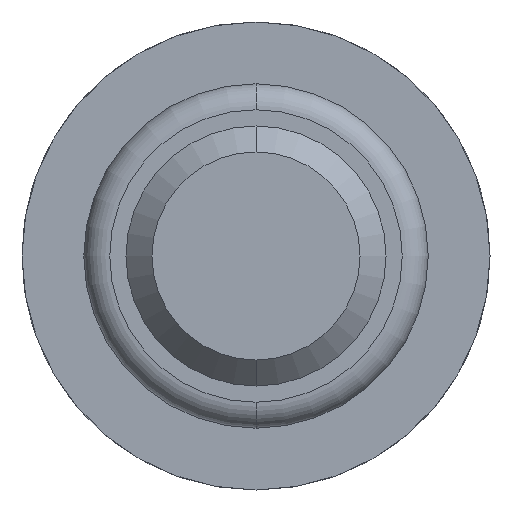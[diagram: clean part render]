
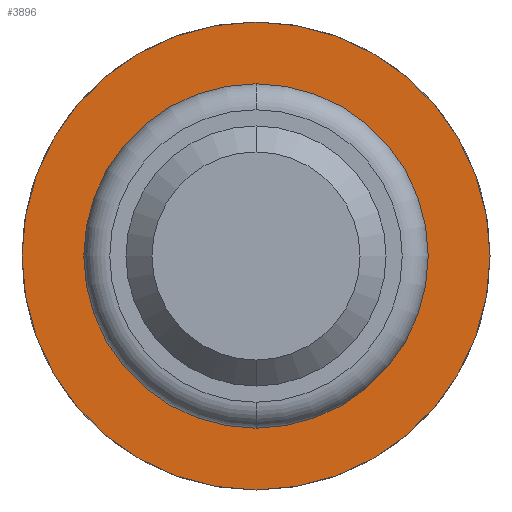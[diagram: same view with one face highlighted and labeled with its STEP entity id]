
A CAD part, front view. The second image highlights one B-rep face of the part: STEP entity #3896.
In plain terms, the highlighted planar face has unit normal (0, -1, 0).
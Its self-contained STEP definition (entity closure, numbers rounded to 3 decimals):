
#210 = DIRECTION ( 'NONE',  ( 0., 0., 1. ) ) ;
#324 = VERTEX_POINT ( 'NONE', #3132 ) ;
#442 = ORIENTED_EDGE ( 'NONE', *, *, #3022, .F. ) ;
#461 = VERTEX_POINT ( 'NONE', #4923 ) ;
#626 = ORIENTED_EDGE ( 'NONE', *, *, #3736, .F. ) ;
#881 = EDGE_CURVE ( 'Defeature ausgef�hrt4_13+Defeature ausgef�hrt4_14+Defeature ausgef�hrt4_14+Defeature ausgef�hrt4_14', #324, #3625, #2503, .T. ) ;
#975 = CARTESIAN_POINT ( 'NONE',  ( 0., -1.8, 1.8 ) ) ;
#1075 = DIRECTION ( 'NONE',  ( 0., 0., 1. ) ) ;
#1263 = AXIS2_PLACEMENT_3D ( 'NONE', #2790, #4019, #5233 ) ;
#1300 = DIRECTION ( 'NONE',  ( 0., 1., 0. ) ) ;
#1392 = CARTESIAN_POINT ( 'NONE',  ( 0., -1.8, 0. ) ) ;
#1610 = FACE_OUTER_BOUND ( 'NONE', #1877, .T. ) ;
#1735 = CIRCLE ( 'NONE', #2936, 1.325 ) ;
#1866 = CARTESIAN_POINT ( 'NONE',  ( 0., -1.8, 0. ) ) ;
#1877 = EDGE_LOOP ( 'NONE', ( #626, #442 ) ) ;
#2209 = ORIENTED_EDGE ( 'NONE', *, *, #881, .T. ) ;
#2320 = EDGE_CURVE ( 'Defeature ausgef�hrt4_13+Defeature ausgef�hrt4_14+Defeature ausgef�hrt4_14+Defeature ausgef�hrt4_14', #3625, #324, #1735, .T. ) ;
#2470 = FACE_BOUND ( 'NONE', #4547, .T. ) ;
#2503 = CIRCLE ( 'NONE', #1263, 1.325 ) ;
#2691 = DIRECTION ( 'NONE',  ( 0., 1., 0. ) ) ;
#2756 = DIRECTION ( 'NONE',  ( 0., 1., 0. ) ) ;
#2790 = CARTESIAN_POINT ( 'NONE',  ( 0., -1.8, 0. ) ) ;
#2936 = AXIS2_PLACEMENT_3D ( 'NONE', #1392, #4628, #3030 ) ;
#3022 = EDGE_CURVE ( 'Defeature ausgef�hrt4_12+Defeature ausgef�hrt4_13+Defeature ausgef�hrt4_13+Defeature ausgef�hrt4_13', #461, #4070, #3180, .T. ) ;
#3030 = DIRECTION ( 'NONE',  ( 0., 0., 1. ) ) ;
#3132 = CARTESIAN_POINT ( 'NONE',  ( 0., -1.8, -1.325 ) ) ;
#3180 = CIRCLE ( 'NONE', #4553, 1.8 ) ;
#3306 = PLANE ( 'NONE',  #5122 ) ;
#3511 = CARTESIAN_POINT ( 'NONE',  ( 0., -1.8, 0. ) ) ;
#3625 = VERTEX_POINT ( 'NONE', #5099 ) ;
#3736 = EDGE_CURVE ( 'Defeature ausgef�hrt4_12+Defeature ausgef�hrt4_13+Defeature ausgef�hrt4_13+Defeature ausgef�hrt4_13', #4070, #461, #4078, .T. ) ;
#3896 = ADVANCED_FACE ( 'Defeature ausgef�hrt4_13', ( #1610, #2470 ), #3306, .F. ) ;
#4019 = DIRECTION ( 'NONE',  ( 0., 1., 0. ) ) ;
#4070 = VERTEX_POINT ( 'NONE', #975 ) ;
#4078 = CIRCLE ( 'NONE', #4459, 1.8 ) ;
#4459 = AXIS2_PLACEMENT_3D ( 'NONE', #1866, #2756, #1075 ) ;
#4520 = CARTESIAN_POINT ( 'NONE',  ( 1.8, -1.8, 0. ) ) ;
#4547 = EDGE_LOOP ( 'NONE', ( #4554, #2209 ) ) ;
#4553 = AXIS2_PLACEMENT_3D ( 'NONE', #3511, #2691, #210 ) ;
#4554 = ORIENTED_EDGE ( 'NONE', *, *, #2320, .T. ) ;
#4628 = DIRECTION ( 'NONE',  ( 0., 1., 0. ) ) ;
#4897 = DIRECTION ( 'NONE',  ( 0., 0., 1. ) ) ;
#4923 = CARTESIAN_POINT ( 'NONE',  ( 0., -1.8, -1.8 ) ) ;
#5099 = CARTESIAN_POINT ( 'NONE',  ( 0., -1.8, 1.325 ) ) ;
#5122 = AXIS2_PLACEMENT_3D ( 'NONE', #4520, #1300, #4897 ) ;
#5233 = DIRECTION ( 'NONE',  ( 0., 0., 1. ) ) ;
